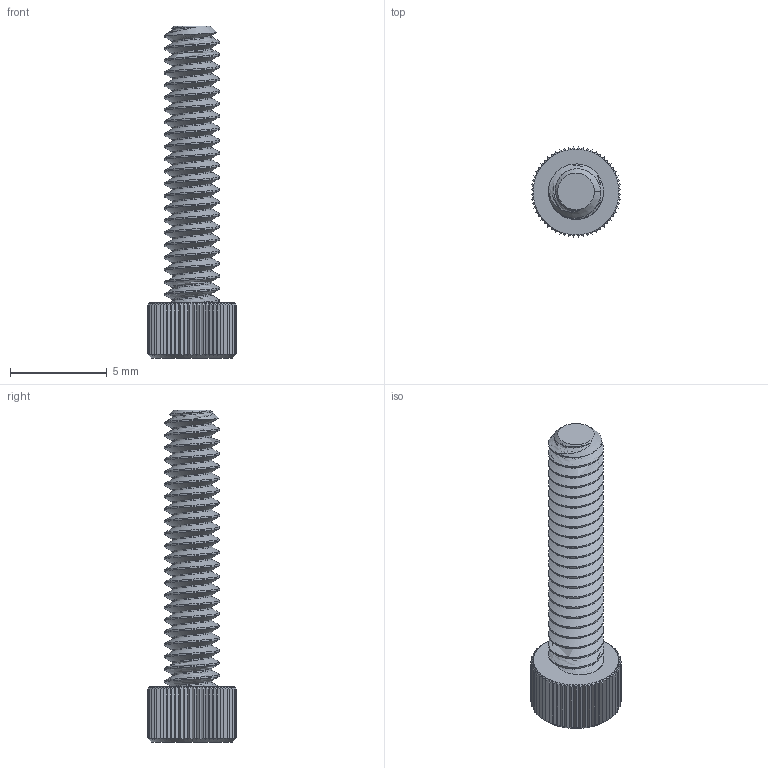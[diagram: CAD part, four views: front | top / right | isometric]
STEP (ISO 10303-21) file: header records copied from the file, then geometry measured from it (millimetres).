
FILE_DESCRIPTION (( 'STEP AP203' ), '1' );
FILE_NAME ('92196A111_18-8 STAINLESS STEEL SOCKET HEAD SCREW.STEP', '2021-10-25T17:42:37', ( '' ), ( '' ), 'SwSTEP 2.0', 'SolidWorks 2020', '' );
FILE_SCHEMA (( 'CONFIG_CONTROL_DESIGN' ));
Length unit declared in the file: inch
Products named in the file (1): 92196A111_18-8 STAINLESS STEEL SOCKET HEAD SCREW
Bounding box: 4.64 x 4.64 x 17.13 mm (x, y, z)
Volume: 103.7 mm3; surface area: 288.2 mm2
Topology: 1 solids, 1 shells, 294 faces, 735 edges, 445 vertices
Faces by surface type: plane 130, cylinder 91, cone 71, bspline 2
Entity records: 10913 total; most frequent: CARTESIAN_POINT 4892, ORIENTED_EDGE 1470, DIRECTION 962, EDGE_CURVE 735, VERTEX_POINT 445, AXIS2_PLACEMENT_3D 368, EDGE_LOOP 296, FACE_OUTER_BOUND 294
